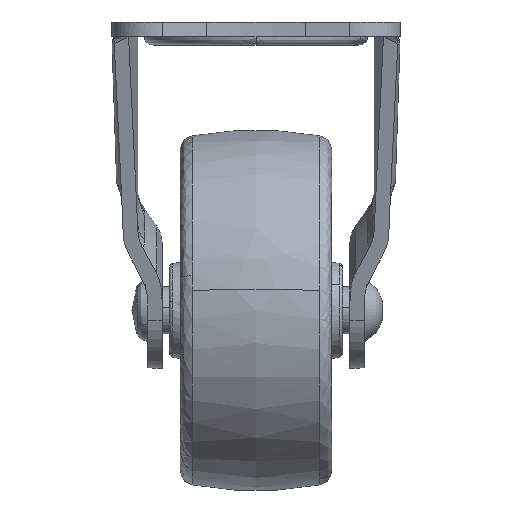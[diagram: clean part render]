
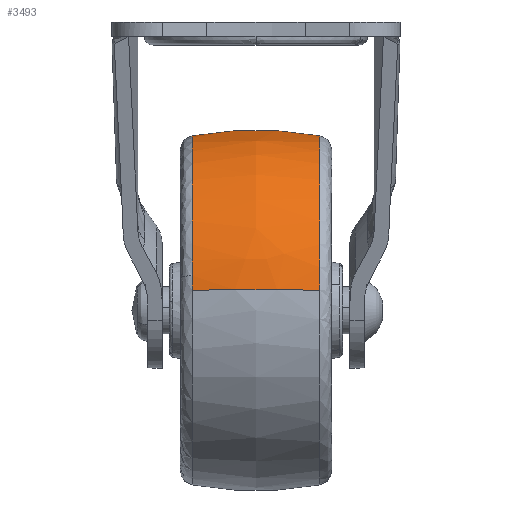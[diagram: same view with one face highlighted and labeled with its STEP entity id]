
A CAD part, left-side view. The second image highlights one B-rep face of the part: STEP entity #3493.
In plain terms, the highlighted free-form (B-spline) face has degree [2, 2] with [5, 5] control points.
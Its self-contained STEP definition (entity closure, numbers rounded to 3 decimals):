
#2655=CARTESIAN_POINT('',(-23.722,8.854,4.835));
#2656=VERTEX_POINT('',#2655);
#2670=CARTESIAN_POINT('',(0.0,8.854,24.21));
#2671=VERTEX_POINT('',#2670);
#2672=CARTESIAN_POINT('',(0.0,8.854,24.21));
#2673=CARTESIAN_POINT('',(-19.773,8.854,24.21));
#2674=CARTESIAN_POINT('',(-23.722,8.854,4.835));
#2682=(BOUNDED_CURVE()B_SPLINE_CURVE(2,(#2672,#2673,#2674),.UNSPECIFIED.,.F.,.U.)B_SPLINE_CURVE_WITH_KNOTS((3,3),(0.5,0.716),.UNSPECIFIED.)CURVE()GEOMETRIC_REPRESENTATION_ITEM()RATIONAL_B_SPLINE_CURVE((1.0,0.747,0.931))REPRESENTATION_ITEM(''));
#2683=EDGE_CURVE('',#2671,#2656,#2682,.T.);
#2772=CARTESIAN_POINT('',(-24.048,8.854,2.795));
#2773=VERTEX_POINT('',#2772);
#2789=CARTESIAN_POINT('',(-23.722,8.854,4.835));
#2790=CARTESIAN_POINT('',(-23.929,8.854,3.822));
#2791=CARTESIAN_POINT('',(-24.048,8.854,2.795));
#2799=(BOUNDED_CURVE()B_SPLINE_CURVE(2,(#2789,#2790,#2791),.UNSPECIFIED.,.F.,.U.)B_SPLINE_CURVE_WITH_KNOTS((3,3),(0.716,0.73),.UNSPECIFIED.)CURVE()GEOMETRIC_REPRESENTATION_ITEM()RATIONAL_B_SPLINE_CURVE((0.931,0.943,0.957))REPRESENTATION_ITEM(''));
#2800=EDGE_CURVE('',#2656,#2773,#2799,.T.);
#3002=CARTESIAN_POINT('',(0.0,-8.854,24.21));
#3003=VERTEX_POINT('',#3002);
#3017=CARTESIAN_POINT('',(-24.048,-8.854,2.795));
#3018=VERTEX_POINT('',#3017);
#3019=CARTESIAN_POINT('',(0.0,-8.854,24.21));
#3020=CARTESIAN_POINT('',(-21.559,-8.854,24.21));
#3021=CARTESIAN_POINT('',(-24.048,-8.854,2.795));
#3029=(BOUNDED_CURVE()B_SPLINE_CURVE(2,(#3019,#3020,#3021),.UNSPECIFIED.,.F.,.U.)B_SPLINE_CURVE_WITH_KNOTS((3,3),(0.5,0.73),.UNSPECIFIED.)CURVE()GEOMETRIC_REPRESENTATION_ITEM()RATIONAL_B_SPLINE_CURVE((1.0,0.731,0.957))REPRESENTATION_ITEM(''));
#3030=EDGE_CURVE('',#3003,#3018,#3029,.T.);
#3416=CARTESIAN_POINT('',(0.0,-8.854,24.21));
#3417=CARTESIAN_POINT('',(0.0,-4.462,25.));
#3418=CARTESIAN_POINT('',(0.0,0.0,25.0));
#3419=CARTESIAN_POINT('',(0.0,4.462,25.));
#3420=CARTESIAN_POINT('',(0.0,8.854,24.21));
#3428=(BOUNDED_CURVE()B_SPLINE_CURVE(2,(#3416,#3417,#3418,#3419,#3420),.UNSPECIFIED.,.F.,.U.)B_SPLINE_CURVE_WITH_KNOTS((3,2,3),(0.413,0.5,0.587),.UNSPECIFIED.)CURVE()GEOMETRIC_REPRESENTATION_ITEM()RATIONAL_B_SPLINE_CURVE((0.961,0.977,1.0,0.977,0.961))REPRESENTATION_ITEM(''));
#3429=EDGE_CURVE('',#3003,#2671,#3428,.T.);
#3435=CARTESIAN_POINT('',(-24.048,-8.854,2.795));
#3436=CARTESIAN_POINT('',(-24.833,-4.462,2.887));
#3437=CARTESIAN_POINT('',(-24.833,0.,2.887));
#3438=CARTESIAN_POINT('',(-24.833,4.462,2.887));
#3439=CARTESIAN_POINT('',(-24.048,8.854,2.795));
#3447=(BOUNDED_CURVE()B_SPLINE_CURVE(2,(#3435,#3436,#3437,#3438,#3439),.UNSPECIFIED.,.F.,.U.)B_SPLINE_CURVE_WITH_KNOTS((3,2,3),(0.413,0.5,0.587),.UNSPECIFIED.)CURVE()GEOMETRIC_REPRESENTATION_ITEM()RATIONAL_B_SPLINE_CURVE((0.92,0.935,0.957,0.935,0.92))REPRESENTATION_ITEM(''));
#3448=EDGE_CURVE('',#3018,#2773,#3447,.T.);
#3453=CARTESIAN_POINT('',(0.156,-9.745,24.041));
#3454=CARTESIAN_POINT('',(0.162,-4.92,25.0));
#3455=CARTESIAN_POINT('',(0.162,0.0,25.));
#3456=CARTESIAN_POINT('',(0.162,4.92,25.0));
#3457=CARTESIAN_POINT('',(0.156,9.745,24.041));
#3458=CARTESIAN_POINT('',(0.078,-9.745,24.041));
#3459=CARTESIAN_POINT('',(0.081,-4.92,25.0));
#3460=CARTESIAN_POINT('',(0.081,0.0,25.));
#3461=CARTESIAN_POINT('',(0.081,4.92,25.));
#3462=CARTESIAN_POINT('',(0.078,9.745,24.041));
#3463=CARTESIAN_POINT('',(-21.408,-9.745,24.041));
#3464=CARTESIAN_POINT('',(-22.262,-4.92,25.0));
#3465=CARTESIAN_POINT('',(-22.262,0.0,25.));
#3466=CARTESIAN_POINT('',(-22.262,4.92,25.0));
#3467=CARTESIAN_POINT('',(-21.408,9.745,24.041));
#3468=CARTESIAN_POINT('',(-23.89,-9.745,2.695));
#3469=CARTESIAN_POINT('',(-24.843,-4.92,2.802));
#3470=CARTESIAN_POINT('',(-24.843,0.0,2.802));
#3471=CARTESIAN_POINT('',(-24.843,4.92,2.802));
#3472=CARTESIAN_POINT('',(-23.89,9.745,2.695));
#3473=CARTESIAN_POINT('',(-23.899,-9.745,2.614));
#3474=CARTESIAN_POINT('',(-24.852,-4.92,2.718));
#3475=CARTESIAN_POINT('',(-24.852,0.0,2.718));
#3476=CARTESIAN_POINT('',(-24.852,4.92,2.718));
#3477=CARTESIAN_POINT('',(-23.899,9.745,2.614));
#3485=(BOUNDED_SURFACE()B_SPLINE_SURFACE(2,2,((#3453,#3458,#3463,#3468,#3473),(#3454,#3459,#3464,#3469,#3474),(#3455,#3460,#3465,#3470,#3475),(#3456,#3461,#3466,#3471,#3476),(#3457,#3462,#3467,#3472,#3477)),.UNSPECIFIED.,.F.,.F.,.U.)B_SPLINE_SURFACE_WITH_KNOTS((3,2,3),(3,1,1,3),(0.0,10.002,20.005),(0.0,0.19,38.256,38.447),.UNSPECIFIED.)GEOMETRIC_REPRESENTATION_ITEM()RATIONAL_B_SPLINE_SURFACE(((0.961,0.96,0.7,0.918,0.919),(0.977,0.976,0.712,0.933,0.935),(1.003,1.001,0.731,0.958,0.959),(0.977,0.976,0.712,0.933,0.935),(0.961,0.96,0.7,0.918,0.919)))REPRESENTATION_ITEM('')SURFACE());
#3486=ORIENTED_EDGE('',*,*,#2683,.T.);
#3487=ORIENTED_EDGE('',*,*,#2800,.T.);
#3488=ORIENTED_EDGE('',*,*,#3448,.F.);
#3489=ORIENTED_EDGE('',*,*,#3030,.F.);
#3490=ORIENTED_EDGE('',*,*,#3429,.T.);
#3491=EDGE_LOOP('',(#3486,#3487,#3488,#3489,#3490));
#3492=FACE_OUTER_BOUND('',#3491,.T.);
#3493=ADVANCED_FACE('',(#3492),#3485,.T.);
